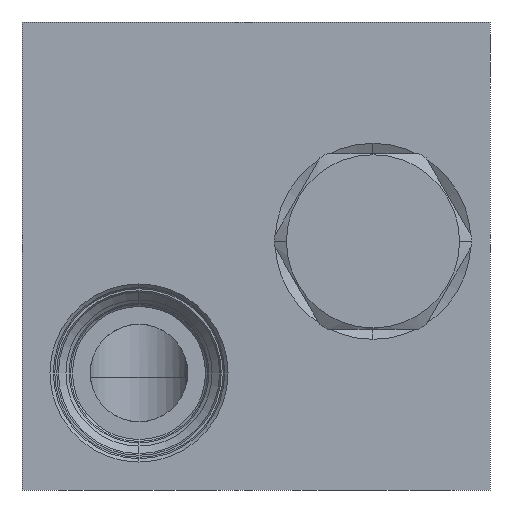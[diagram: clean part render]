
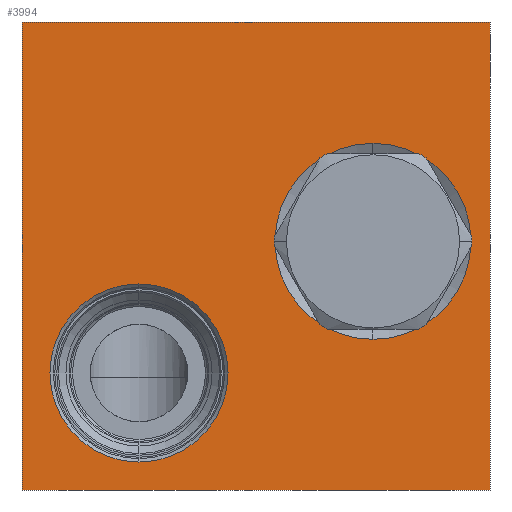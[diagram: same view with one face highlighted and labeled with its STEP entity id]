
A CAD part, left-side view. The second image highlights one B-rep face of the part: STEP entity #3994.
In plain terms, the highlighted planar face has unit normal (-1, 0, 0).
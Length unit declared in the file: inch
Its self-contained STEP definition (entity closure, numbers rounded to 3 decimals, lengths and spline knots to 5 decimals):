
#1=DIRECTION('',(0.,-1.,0.));
#2=VECTOR('',#1,3.);
#3=CARTESIAN_POINT('',(0.,0.,0.));
#4=LINE('',#3,#2);
#37=DIRECTION('',(0.,0.,1.));
#38=VECTOR('',#37,3.);
#39=CARTESIAN_POINT('',(0.,0.,0.));
#40=LINE('',#39,#38);
#41=CARTESIAN_POINT('',(0.,-2.25,1.594));
#42=DIRECTION('',(1.,0.,0.));
#43=DIRECTION('',(0.,0.,-1.));
#44=AXIS2_PLACEMENT_3D('',#41,#42,#43);
#46=CARTESIAN_POINT('',(0.,-2.25,1.594));
#47=DIRECTION('',(1.,0.,0.));
#48=DIRECTION('',(0.,0.,1.));
#49=AXIS2_PLACEMENT_3D('',#46,#47,#48);
#51=CARTESIAN_POINT('',(0.,-0.75,0.75));
#52=DIRECTION('',(1.,0.,0.));
#53=DIRECTION('',(0.,0.,-1.));
#54=AXIS2_PLACEMENT_3D('',#51,#52,#53);
#56=CARTESIAN_POINT('',(0.,-0.75,0.75));
#57=DIRECTION('',(1.,0.,0.));
#58=DIRECTION('',(0.,0.,1.));
#59=AXIS2_PLACEMENT_3D('',#56,#57,#58);
#109=DIRECTION('',(0.,0.,1.));
#110=VECTOR('',#109,3.);
#111=CARTESIAN_POINT('',(0.,-3.,0.));
#112=LINE('',#111,#110);
#133=DIRECTION('',(0.,-1.,0.));
#134=VECTOR('',#133,3.);
#135=CARTESIAN_POINT('',(0.,0.,3.));
#136=LINE('',#135,#134);
#3438=CARTESIAN_POINT('',(0.,0.,0.));
#3439=CARTESIAN_POINT('',(0.,-3.,0.));
#3440=VERTEX_POINT('',#3438);
#3441=VERTEX_POINT('',#3439);
#3446=CARTESIAN_POINT('',(0.,0.,3.));
#3447=CARTESIAN_POINT('',(0.,-3.,3.));
#3448=VERTEX_POINT('',#3446);
#3449=VERTEX_POINT('',#3447);
#3850=CARTESIAN_POINT('',(0.,-2.25,0.96571));
#3851=CARTESIAN_POINT('',(0.,-2.25,2.22229));
#3852=VERTEX_POINT('',#3850);
#3853=VERTEX_POINT('',#3851);
#3918=CARTESIAN_POINT('',(0.,-0.75,0.179));
#3919=CARTESIAN_POINT('',(0.,-0.75,1.321));
#3920=VERTEX_POINT('',#3918);
#3921=VERTEX_POINT('',#3919);
#3968=CARTESIAN_POINT('',(0.,0.,0.));
#3969=DIRECTION('',(-1.,0.,0.));
#3970=DIRECTION('',(0.,-1.,0.));
#3971=AXIS2_PLACEMENT_3D('',#3968,#3969,#3970);
#3972=PLANE('',#3971);
#3973=ORIENTED_EDGE('',*,*,#3945,.F.);
#3975=ORIENTED_EDGE('',*,*,#3974,.T.);
#3977=ORIENTED_EDGE('',*,*,#3976,.T.);
#3979=ORIENTED_EDGE('',*,*,#3978,.F.);
#3980=EDGE_LOOP('',(#3973,#3975,#3977,#3979));
#3981=FACE_OUTER_BOUND('',#3980,.F.);
#3983=ORIENTED_EDGE('',*,*,#3982,.F.);
#3985=ORIENTED_EDGE('',*,*,#3984,.F.);
#3986=EDGE_LOOP('',(#3983,#3985));
#3987=FACE_BOUND('',#3986,.F.);
#3989=ORIENTED_EDGE('',*,*,#3988,.F.);
#3991=ORIENTED_EDGE('',*,*,#3990,.F.);
#3992=EDGE_LOOP('',(#3989,#3991));
#3993=FACE_BOUND('',#3992,.F.);
#3994=ADVANCED_FACE('',(#3981,#3987,#3993),#3972,.T.);
#45=CIRCLE('',#44,0.62829);
#50=CIRCLE('',#49,0.62829);
#55=CIRCLE('',#54,0.571);
#60=CIRCLE('',#59,0.571);
#3945=EDGE_CURVE('',#3440,#3441,#4,.T.);
#3974=EDGE_CURVE('',#3440,#3448,#40,.T.);
#3976=EDGE_CURVE('',#3448,#3449,#136,.T.);
#3978=EDGE_CURVE('',#3441,#3449,#112,.T.);
#3982=EDGE_CURVE('',#3852,#3853,#45,.T.);
#3984=EDGE_CURVE('',#3853,#3852,#50,.T.);
#3988=EDGE_CURVE('',#3920,#3921,#55,.T.);
#3990=EDGE_CURVE('',#3921,#3920,#60,.T.);
